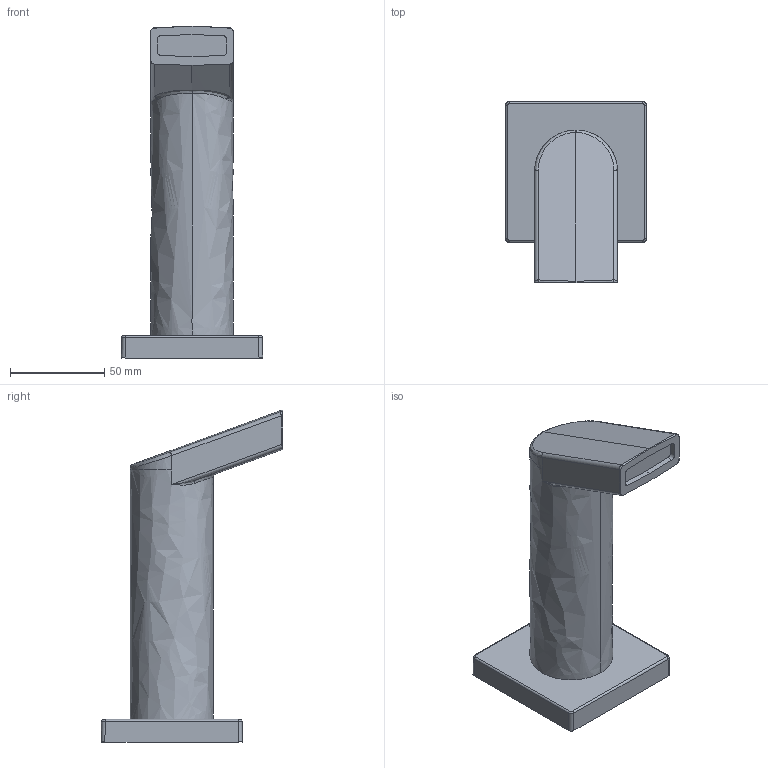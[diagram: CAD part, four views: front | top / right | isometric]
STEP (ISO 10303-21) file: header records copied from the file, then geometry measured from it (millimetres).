
FILE_DESCRIPTION (( 'STEP AP203' ), '1' );
FILE_NAME ('57822100.STEP', '2017-03-09T05:55:37', ( '' ), ( '' ), 'SwSTEP 2.0', 'SolidWorks 2016', '' );
FILE_SCHEMA (( 'CONFIG_CONTROL_DESIGN' ));
Length unit declared in the file: millimetre
Products named in the file (1): 57822100
Bounding box: 75 x 96.5 x 176.25 mm (x, y, z)
Volume: 319498.1 mm3; surface area: 40108.2 mm2
Topology: 1 solids, 1 shells, 60 faces, 147 edges, 85 vertices
Faces by surface type: bspline 24, plane 20, cylinder 16
Entity records: 3477 total; most frequent: CARTESIAN_POINT 2251, ORIENTED_EDGE 282, DIRECTION 160, EDGE_CURVE 141, VERTEX_POINT 85, VECTOR 70, LINE 70, EDGE_LOOP 62
